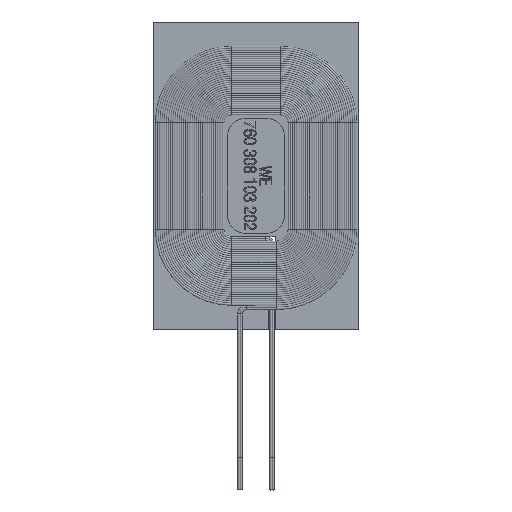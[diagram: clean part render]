
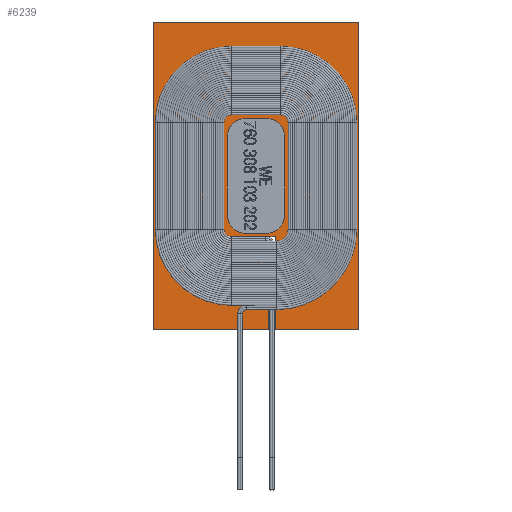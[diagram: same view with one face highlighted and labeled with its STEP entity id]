
A CAD part, top view. The second image highlights one B-rep face of the part: STEP entity #6239.
In plain terms, the highlighted planar face has unit normal (0, 0, 1).
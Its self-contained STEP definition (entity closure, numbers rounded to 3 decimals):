
#116=PLANE('',#7933);
#375=LINE('',#14189,#676);
#376=LINE('',#14192,#677);
#377=LINE('',#14194,#678);
#378=LINE('',#14196,#679);
#379=LINE('',#14198,#680);
#380=LINE('',#14200,#681);
#381=LINE('',#14202,#682);
#382=LINE('',#14204,#683);
#676=VECTOR('',#9735,1000.);
#677=VECTOR('',#9736,1000.);
#678=VECTOR('',#9737,1000.);
#679=VECTOR('',#9738,1000.);
#680=VECTOR('',#9739,1000.);
#681=VECTOR('',#9740,1000.);
#682=VECTOR('',#9741,1000.);
#683=VECTOR('',#9742,1000.);
#3091=ORIENTED_EDGE('',*,*,#4068,.T.);
#3092=ORIENTED_EDGE('',*,*,#4069,.T.);
#3093=ORIENTED_EDGE('',*,*,#4070,.T.);
#3094=ORIENTED_EDGE('',*,*,#4071,.T.);
#3095=ORIENTED_EDGE('',*,*,#4072,.T.);
#3096=ORIENTED_EDGE('',*,*,#4073,.T.);
#3097=ORIENTED_EDGE('',*,*,#4074,.T.);
#3098=ORIENTED_EDGE('',*,*,#4075,.T.);
#4068=EDGE_CURVE('',#4620,#4621,#375,.T.);
#4069=EDGE_CURVE('',#4621,#4622,#376,.T.);
#4070=EDGE_CURVE('',#4622,#4623,#377,.T.);
#4071=EDGE_CURVE('',#4623,#4624,#378,.T.);
#4072=EDGE_CURVE('',#4624,#4625,#379,.T.);
#4073=EDGE_CURVE('',#4625,#4626,#380,.T.);
#4074=EDGE_CURVE('',#4626,#4627,#381,.T.);
#4075=EDGE_CURVE('',#4627,#4620,#382,.T.);
#4620=VERTEX_POINT('',#14190);
#4621=VERTEX_POINT('',#14191);
#4622=VERTEX_POINT('',#14193);
#4623=VERTEX_POINT('',#14195);
#4624=VERTEX_POINT('',#14197);
#4625=VERTEX_POINT('',#14199);
#4626=VERTEX_POINT('',#14201);
#4627=VERTEX_POINT('',#14203);
#5308=EDGE_LOOP('',(#3091,#3092,#3093,#3094,#3095,#3096,#3097,#3098));
#5779=FACE_BOUND('',#5308,.T.);
#6239=ADVANCED_FACE('',(#5779),#116,.T.);
#7933=AXIS2_PLACEMENT_3D('',#14188,#9733,#9734);
#9733=DIRECTION('',(0.,0.,1.));
#9734=DIRECTION('',(1.,0.,0.));
#9735=DIRECTION('',(0.,-1.,0.));
#9736=DIRECTION('',(1.,0.,0.));
#9737=DIRECTION('',(0.,1.,0.));
#9738=DIRECTION('',(-1.,0.,0.));
#9739=DIRECTION('',(0.,1.,0.));
#9740=DIRECTION('',(1.,0.,0.));
#9741=DIRECTION('',(0.,1.,0.));
#9742=DIRECTION('',(-1.,0.,0.));
#14188=CARTESIAN_POINT('',(0.,0.,0.13));
#14189=CARTESIAN_POINT('',(-24.,16.,0.13));
#14190=CARTESIAN_POINT('',(-24.,16.,0.13));
#14191=CARTESIAN_POINT('',(-24.,-16.,0.13));
#14192=CARTESIAN_POINT('',(-24.,-16.,0.13));
#14193=CARTESIAN_POINT('',(24.,-16.,0.13));
#14194=CARTESIAN_POINT('',(24.,-16.,0.13));
#14195=CARTESIAN_POINT('',(24.,2.,0.13));
#14196=CARTESIAN_POINT('',(9.5,2.,0.13));
#14197=CARTESIAN_POINT('',(9.5,2.,0.13));
#14198=CARTESIAN_POINT('',(9.5,3.,0.13));
#14199=CARTESIAN_POINT('',(9.5,3.,0.13));
#14200=CARTESIAN_POINT('',(24.,3.,0.13));
#14201=CARTESIAN_POINT('',(24.,3.,0.13));
#14202=CARTESIAN_POINT('',(24.,3.,0.13));
#14203=CARTESIAN_POINT('',(24.,16.,0.13));
#14204=CARTESIAN_POINT('',(24.,16.,0.13));
